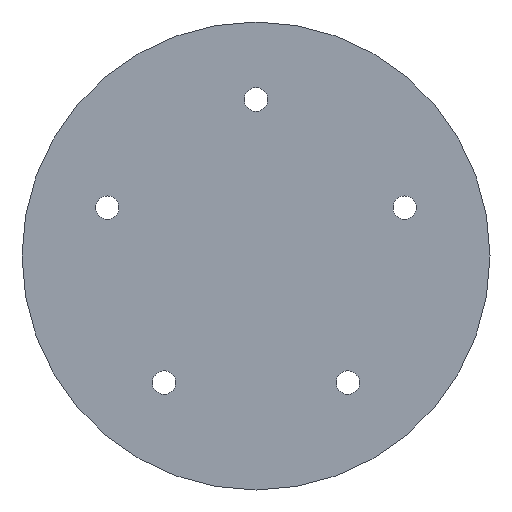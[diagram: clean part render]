
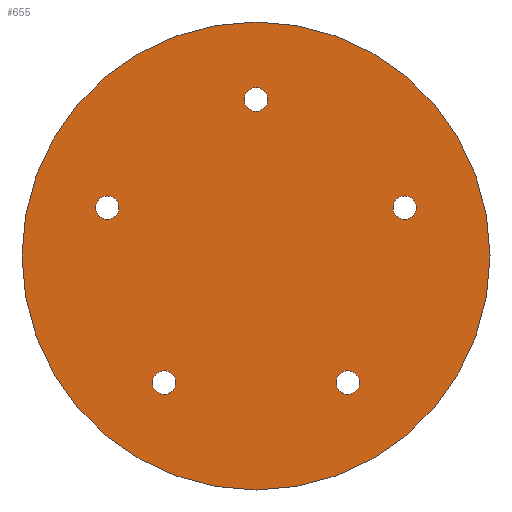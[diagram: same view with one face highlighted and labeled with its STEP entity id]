
A CAD part, front view. The second image highlights one B-rep face of the part: STEP entity #655.
In plain terms, the highlighted planar face has unit normal (0, -1, 0).
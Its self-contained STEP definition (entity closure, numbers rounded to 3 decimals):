
#24 = EDGE_CURVE ( 'NONE', #1586, #667, #238, .T. ) ;
#56 = EDGE_CURVE ( 'NONE', #667, #1586, #2010, .T. ) ;
#61 = ORIENTED_EDGE ( 'NONE', *, *, #776, .F. ) ;
#163 = DIRECTION ( 'NONE',  ( 0., -1., 0. ) ) ;
#174 = EDGE_CURVE ( 'NONE', #794, #400, #1266, .T. ) ;
#184 = CARTESIAN_POINT ( 'NONE',  ( 12.931, 0., -17.798 ) ) ;
#190 = ORIENTED_EDGE ( 'NONE', *, *, #579, .F. ) ;
#209 = CIRCLE ( 'NONE', #1336, 1.65 ) ;
#235 = DIRECTION ( 'NONE',  ( 0., 0., -1. ) ) ;
#238 = CIRCLE ( 'NONE', #1904, 1.65 ) ;
#263 = CARTESIAN_POINT ( 'NONE',  ( 0., 0., 22. ) ) ;
#268 = ORIENTED_EDGE ( 'NONE', *, *, #24, .F. ) ;
#270 = EDGE_CURVE ( 'NONE', #400, #794, #1040, .T. ) ;
#325 = AXIS2_PLACEMENT_3D ( 'NONE', #996, #364, #674 ) ;
#331 = AXIS2_PLACEMENT_3D ( 'NONE', #916, #927, #1410 ) ;
#351 = DIRECTION ( 'NONE',  ( 0., 0., -1. ) ) ;
#364 = DIRECTION ( 'NONE',  ( 0., -1., 0. ) ) ;
#365 = AXIS2_PLACEMENT_3D ( 'NONE', #1366, #879, #412 ) ;
#388 = ORIENTED_EDGE ( 'NONE', *, *, #56, .F. ) ;
#400 = VERTEX_POINT ( 'NONE', #1872 ) ;
#412 = DIRECTION ( 'NONE',  ( 0., 0., 1. ) ) ;
#435 = CIRCLE ( 'NONE', #1048, 1.65 ) ;
#447 = CARTESIAN_POINT ( 'NONE',  ( -12.931, 0., -17.798 ) ) ;
#458 = DIRECTION ( 'NONE',  ( 0., -1., 0. ) ) ;
#502 = ORIENTED_EDGE ( 'NONE', *, *, #1977, .F. ) ;
#512 = ORIENTED_EDGE ( 'NONE', *, *, #1730, .F. ) ;
#531 = ORIENTED_EDGE ( 'NONE', *, *, #174, .F. ) ;
#547 = CARTESIAN_POINT ( 'NONE',  ( 0., 0., -32.9 ) ) ;
#564 = CARTESIAN_POINT ( 'NONE',  ( -12.931, 0., -19.448 ) ) ;
#569 = EDGE_CURVE ( 'NONE', #1483, #1830, #1606, .T. ) ;
#579 = EDGE_CURVE ( 'NONE', #1830, #1483, #969, .T. ) ;
#587 = DIRECTION ( 'NONE',  ( 0., 0., -1. ) ) ;
#596 = DIRECTION ( 'NONE',  ( 0., 0., -1. ) ) ;
#624 = AXIS2_PLACEMENT_3D ( 'NONE', #184, #1762, #596 ) ;
#648 = CARTESIAN_POINT ( 'NONE',  ( 0., 0., 23.65 ) ) ;
#655 = ADVANCED_FACE ( 'NONE', ( #1245, #942, #1582, #822, #1463, #1780 ), #834, .F. ) ;
#666 = AXIS2_PLACEMENT_3D ( 'NONE', #1383, #2039, #587 ) ;
#667 = VERTEX_POINT ( 'NONE', #1656 ) ;
#671 = DIRECTION ( 'NONE',  ( 0., -1., 0. ) ) ;
#674 = DIRECTION ( 'NONE',  ( 0., 0., -1. ) ) ;
#694 = DIRECTION ( 'NONE',  ( 0., 1., 0. ) ) ;
#711 = VERTEX_POINT ( 'NONE', #1475 ) ;
#713 = VERTEX_POINT ( 'NONE', #648 ) ;
#727 = AXIS2_PLACEMENT_3D ( 'NONE', #2058, #163, #1422 ) ;
#750 = EDGE_CURVE ( 'NONE', #1715, #713, #1945, .T. ) ;
#776 = EDGE_CURVE ( 'NONE', #713, #1715, #209, .T. ) ;
#788 = VERTEX_POINT ( 'NONE', #1037 ) ;
#794 = VERTEX_POINT ( 'NONE', #547 ) ;
#811 = DIRECTION ( 'NONE',  ( 0., 0., -1. ) ) ;
#822 = FACE_BOUND ( 'NONE', #1766, .T. ) ;
#834 = PLANE ( 'NONE',  #903 ) ;
#879 = DIRECTION ( 'NONE',  ( 0., 1., 0. ) ) ;
#903 = AXIS2_PLACEMENT_3D ( 'NONE', #1940, #694, #1802 ) ;
#916 = CARTESIAN_POINT ( 'NONE',  ( 0., 0., 0. ) ) ;
#927 = DIRECTION ( 'NONE',  ( 0., 1., 0. ) ) ;
#942 = FACE_BOUND ( 'NONE', #1279, .T. ) ;
#948 = DIRECTION ( 'NONE',  ( 0., 0., -1. ) ) ;
#969 = CIRCLE ( 'NONE', #624, 1.65 ) ;
#972 = ORIENTED_EDGE ( 'NONE', *, *, #750, .F. ) ;
#996 = CARTESIAN_POINT ( 'NONE',  ( 20.923, 0., 6.798 ) ) ;
#1037 = CARTESIAN_POINT ( 'NONE',  ( 20.923, 0., 8.448 ) ) ;
#1040 = CIRCLE ( 'NONE', #331, 32.9 ) ;
#1048 = AXIS2_PLACEMENT_3D ( 'NONE', #447, #458, #948 ) ;
#1080 = AXIS2_PLACEMENT_3D ( 'NONE', #1733, #1555, #1404 ) ;
#1095 = EDGE_LOOP ( 'NONE', ( #531, #1190 ) ) ;
#1103 = AXIS2_PLACEMENT_3D ( 'NONE', #2075, #671, #811 ) ;
#1132 = CARTESIAN_POINT ( 'NONE',  ( 12.931, 0., -16.148 ) ) ;
#1167 = EDGE_LOOP ( 'NONE', ( #1616, #190 ) ) ;
#1190 = ORIENTED_EDGE ( 'NONE', *, *, #270, .F. ) ;
#1215 = CARTESIAN_POINT ( 'NONE',  ( 0., 0., 22. ) ) ;
#1245 = FACE_BOUND ( 'NONE', #1649, .T. ) ;
#1266 = CIRCLE ( 'NONE', #365, 32.9 ) ;
#1279 = EDGE_LOOP ( 'NONE', ( #502, #512 ) ) ;
#1283 = CARTESIAN_POINT ( 'NONE',  ( -20.923, 0., 6.798 ) ) ;
#1307 = CIRCLE ( 'NONE', #1080, 1.65 ) ;
#1336 = AXIS2_PLACEMENT_3D ( 'NONE', #263, #2006, #1707 ) ;
#1348 = CARTESIAN_POINT ( 'NONE',  ( 12.931, 0., -19.448 ) ) ;
#1366 = CARTESIAN_POINT ( 'NONE',  ( 0., 0., 0. ) ) ;
#1383 = CARTESIAN_POINT ( 'NONE',  ( 20.923, 0., 6.798 ) ) ;
#1404 = DIRECTION ( 'NONE',  ( 0., 0., -1. ) ) ;
#1410 = DIRECTION ( 'NONE',  ( 0., 0., 1. ) ) ;
#1422 = DIRECTION ( 'NONE',  ( 0., 0., -1. ) ) ;
#1447 = VERTEX_POINT ( 'NONE', #564 ) ;
#1463 = FACE_BOUND ( 'NONE', #2066, .T. ) ;
#1475 = CARTESIAN_POINT ( 'NONE',  ( -12.931, 0., -16.148 ) ) ;
#1483 = VERTEX_POINT ( 'NONE', #1348 ) ;
#1504 = CIRCLE ( 'NONE', #325, 1.65 ) ;
#1516 = EDGE_CURVE ( 'NONE', #711, #1447, #435, .T. ) ;
#1517 = VERTEX_POINT ( 'NONE', #1759 ) ;
#1549 = DIRECTION ( 'NONE',  ( 0., -1., 0. ) ) ;
#1555 = DIRECTION ( 'NONE',  ( 0., -1., 0. ) ) ;
#1582 = FACE_BOUND ( 'NONE', #1167, .T. ) ;
#1586 = VERTEX_POINT ( 'NONE', #1609 ) ;
#1606 = CIRCLE ( 'NONE', #727, 1.65 ) ;
#1609 = CARTESIAN_POINT ( 'NONE',  ( -20.923, 0., 8.448 ) ) ;
#1616 = ORIENTED_EDGE ( 'NONE', *, *, #569, .F. ) ;
#1649 = EDGE_LOOP ( 'NONE', ( #972, #61 ) ) ;
#1652 = ORIENTED_EDGE ( 'NONE', *, *, #1654, .F. ) ;
#1654 = EDGE_CURVE ( 'NONE', #1447, #711, #1307, .T. ) ;
#1656 = CARTESIAN_POINT ( 'NONE',  ( -20.923, 0., 5.148 ) ) ;
#1700 = CARTESIAN_POINT ( 'NONE',  ( 0., 0., 20.35 ) ) ;
#1707 = DIRECTION ( 'NONE',  ( 0., 0., -1. ) ) ;
#1715 = VERTEX_POINT ( 'NONE', #1700 ) ;
#1730 = EDGE_CURVE ( 'NONE', #788, #1517, #1850, .T. ) ;
#1733 = CARTESIAN_POINT ( 'NONE',  ( -12.931, 0., -17.798 ) ) ;
#1756 = ORIENTED_EDGE ( 'NONE', *, *, #1516, .F. ) ;
#1759 = CARTESIAN_POINT ( 'NONE',  ( 20.923, 0., 5.148 ) ) ;
#1761 = DIRECTION ( 'NONE',  ( 0., -1., 0. ) ) ;
#1762 = DIRECTION ( 'NONE',  ( 0., -1., 0. ) ) ;
#1766 = EDGE_LOOP ( 'NONE', ( #1652, #1756 ) ) ;
#1780 = FACE_OUTER_BOUND ( 'NONE', #1095, .T. ) ;
#1802 = DIRECTION ( 'NONE',  ( 0., 0., 1. ) ) ;
#1830 = VERTEX_POINT ( 'NONE', #1132 ) ;
#1850 = CIRCLE ( 'NONE', #666, 1.65 ) ;
#1872 = CARTESIAN_POINT ( 'NONE',  ( 0., 0., 32.9 ) ) ;
#1904 = AXIS2_PLACEMENT_3D ( 'NONE', #1283, #1761, #351 ) ;
#1940 = CARTESIAN_POINT ( 'NONE',  ( 0., 0., 0. ) ) ;
#1945 = CIRCLE ( 'NONE', #2078, 1.65 ) ;
#1977 = EDGE_CURVE ( 'NONE', #1517, #788, #1504, .T. ) ;
#2006 = DIRECTION ( 'NONE',  ( 0., -1., 0. ) ) ;
#2010 = CIRCLE ( 'NONE', #1103, 1.65 ) ;
#2039 = DIRECTION ( 'NONE',  ( 0., -1., 0. ) ) ;
#2058 = CARTESIAN_POINT ( 'NONE',  ( 12.931, 0., -17.798 ) ) ;
#2066 = EDGE_LOOP ( 'NONE', ( #388, #268 ) ) ;
#2075 = CARTESIAN_POINT ( 'NONE',  ( -20.923, 0., 6.798 ) ) ;
#2078 = AXIS2_PLACEMENT_3D ( 'NONE', #1215, #1549, #235 ) ;
